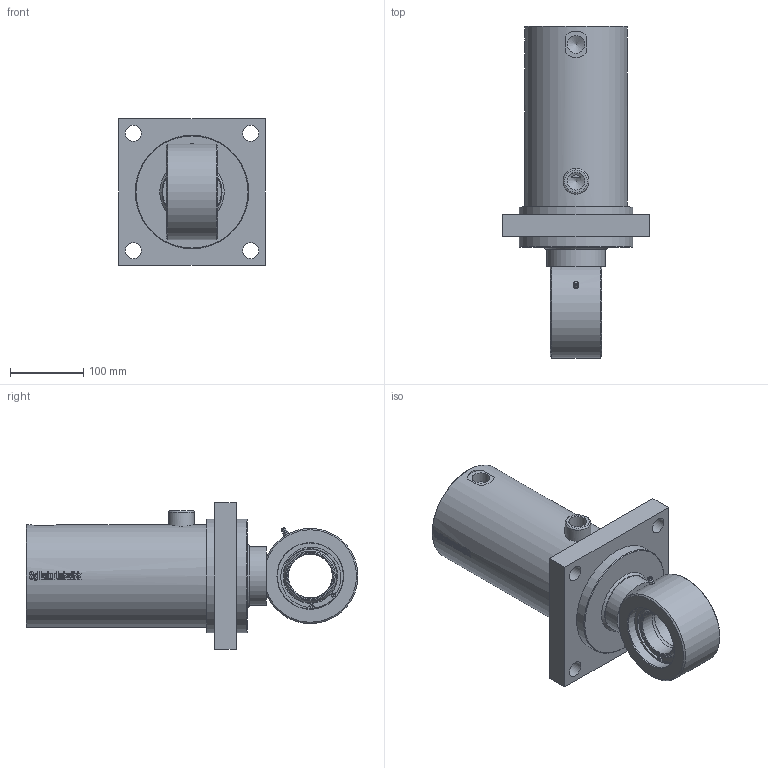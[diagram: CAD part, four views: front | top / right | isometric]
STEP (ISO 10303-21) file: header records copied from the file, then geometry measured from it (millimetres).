
FILE_DESCRIPTION((''),'2;1');
FILE_NAME('DVLF125_80.stp','2010-04-15T09:00:47',('tribel'),(''),'Autodesk Inventor 2009','Autodesk Inventor 2009','');
FILE_SCHEMA(('AUTOMOTIVE_DESIGN { 1 0 10303 214 1 1 1 1 }'));
Length unit declared in the file: millimetre
Products named in the file (5): DVLF125_80; DVLF125_80_body; DVLF125_80_stang; DVLF125_80_Parameters; Klinkby.Øye60.komplett
Assembly tree (4 placements, depth 2):
  DVLF125_80
    DVLF125_80_body
    DVLF125_80_stang
    DVLF125_80_Parameters
    Klinkby.Øye60.komplett
Bounding box: 200 x 453.08 x 200 mm (x, y, z)
Volume: 5507243.3 mm3; surface area: 535897.8 mm2
Topology: 3 solids, 4 shells, 576 faces, 1524 edges, 1004 vertices
Faces by surface type: plane 290, bspline 156, cylinder 86, cone 32, torus 8, sphere 4
Full cylindrical faces by diameter (mm): 3 x1, 3.5 x4, 5.143 x2, 6 x1, 6.2 x2, 35 x1, 60 x3, 80 x3, 90 x2, 90.159 x3, 93.659 x2, 125 x2, 140 x1, 155 x2
Entity records: 47841 total; most frequent: CARTESIAN_POINT 35050, ORIENTED_EDGE 2826, DIRECTION 2018, EDGE_CURVE 1415, VERTEX_POINT 964, AXIS2_PLACEMENT_3D 739, EDGE_LOOP 724, FACE_OUTER_BOUND 576
